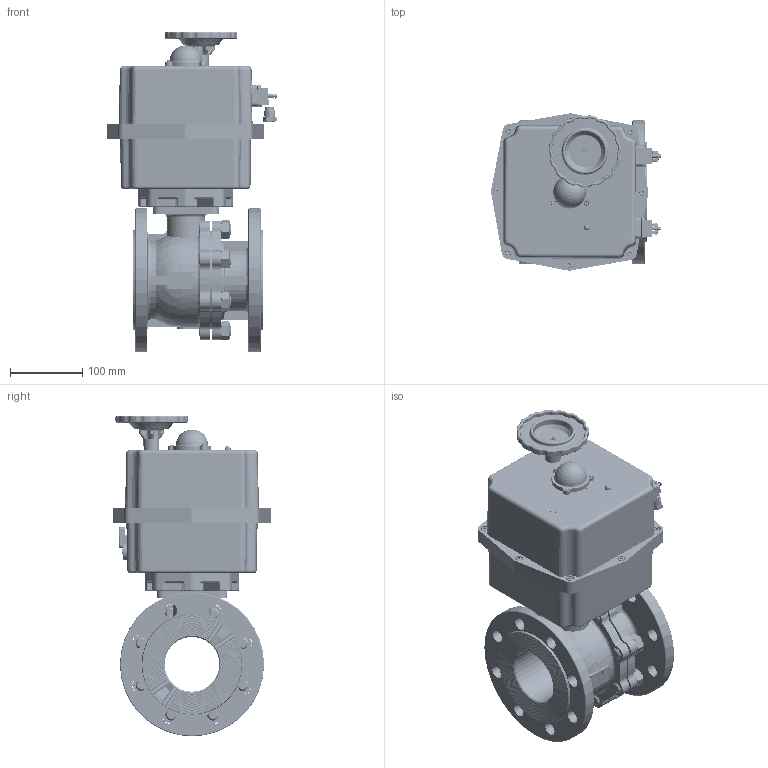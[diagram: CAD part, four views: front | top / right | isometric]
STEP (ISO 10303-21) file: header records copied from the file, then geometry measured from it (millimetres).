
FILE_DESCRIPTION(('STEP AP214'),'1');
FILE_NAME('valve_ake_168e-80-16-l140.stp','2018-05-08T08:06:45',('TraceParts'),('TraceParts S.A.'),'Spatial InterOp 3D',' ',' ');
FILE_SCHEMA(('automotive_design'));
Length unit declared in the file: millimetre
Products named in the file (727): valve_ake_168e-80-16-l140_1; valve_ake_168e-80-16-l140_2; valve_ake_168e-80-16-l140_3; Volumenkörper1; valve_ake_168e-80-16-l140_5; valve_ake_168e-80-16-l140_6; valve_ake_168e-80-16-l140_7; valve_ake_168e-80-16-l140_8; valve_ake_168e-80-16-l140_9; valve_ake_168e-80-16-l140_10; valve_ake_168e-80-16-l140_11; valve_ake_168e-80-16-l140_12; valve_ake_168e-80-16-l140_13; valve_ake_168e-80-16-l140_14; valve_ake_168e-80-16-l140_15; valve_ake_168e-80-16-l140_16; valve_ake_168e-80-16-l140_17; valve_ake_168e-80-16-l140_18; valve_ake_168e-80-16-l140_19; valve_ake_168e-80-16-l140_20; valve_ake_168e-80-16-l140_21; valve_ake_168e-80-16-l140_22; valve_ake_168e-80-16-l140_23; valve_ake_168e-80-16-l140_24; valve_ake_168e-80-16-l140_25; valve_ake_168e-80-16-l140_26; valve_ake_168e-80-16-l140_27; valve_ake_168e-80-16-l140_28; valve_ake_168e-80-16-l140_29; valve_ake_168e-80-16-l140_30; valve_ake_168e-80-16-l140_31; valve_ake_168e-80-16-l140_32; valve_ake_168e-80-16-l140_33; valve_ake_168e-80-16-l140_34; valve_ake_168e-80-16-l140_35; valve_ake_168e-80-16-l140_36; valve_ake_168e-80-16-l140_37; valve_ake_168e-80-16-l140_38; valve_ake_168e-80-16-l140_39; valve_ake_168e-80-16-l140_40 ...
Bounding box: 235.76 x 218.25 x 445 mm (x, y, z)
Volume: 3360121.9 mm3; surface area: 794191.9 mm2
Topology: 55 solids, 883 shells, 4830 faces, 15554 edges, 11750 vertices
Faces by surface type: plane 1639, cylinder 1421, torus 823, cone 804, bspline 86, sphere 57
Full cylindrical faces by diameter (mm): 1.913 x3, 3 x13, 3.25 x12, 3.5 x13, 3.9 x1, 4 x2, 4.134 x15, 4.2 x1, 4.5 x1, 4.6 x1, 5 x64, 5.5 x7, 5.7 x3, 6.426 x7, 7 x1, 8 x55, 8.2 x8, 8.5 x8, 9.75 x1, 10 x1, 10.2 x4, 10.58 x16, 10.8 x1, 11.22 x8, 13 x4, 14 x3, 15 x4, 15.875 x16, 17.2 x4, 18 x16
Entity records: 235451 total; most frequent: CARTESIAN_POINT 44671, DIRECTION 31314, ORIENTED_EDGE 23796, EDGE_CURVE 14065, AXIS2_PLACEMENT_3D 12661, VERTEX_POINT 11446, CIRCLE 7048, EDGE_LOOP 6353
